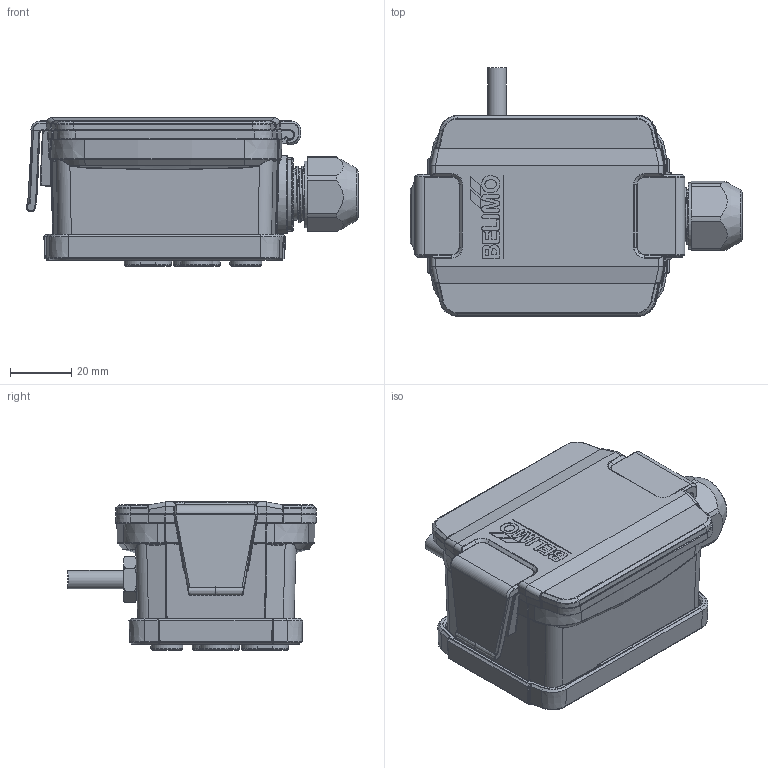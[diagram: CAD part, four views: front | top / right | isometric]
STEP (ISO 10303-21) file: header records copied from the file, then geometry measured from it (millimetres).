
FILE_DESCRIPTION(/* description */ (''),/* implementation_level */ '2;1');
FILE_NAME(/* name */ '22UT_1x_stp.stp',/* time_stamp */ '2017-10-05T13:29:37+02:00',/* author */ (''),/* organization */ (''),/* preprocessor_version */ 'ST-DEVELOPER v11',/* originating_system */ 'SIEMENS UGS NX 6.0',/* authorisation */ '');
FILE_SCHEMA (('AUTOMOTIVE_DESIGN { 1 0 10303 214 1 1 1 1 }'));
Products named in the file (1): aregFC9Ecf5q
Bounding box: 108.45 x 81.18 x 48.6 mm (x, y, z)
Volume: 98335.9 mm3; surface area: 72941.7 mm2
Topology: 17 solids, 18 shells, 3276 faces, 7663 edges, 4365 vertices
Faces by surface type: bspline 1032, cylinder 864, plane 517, torus 402, cone 278, sphere 117, extrusion 66
Full cylindrical faces by diameter (mm): 5.2 x1, 6 x1, 8.5 x1, 8.917 x1, 9 x2, 10 x1, 10.5 x1, 14 x1, 15.2 x1, 16.95 x4, 17.2 x1, 21.8 x1, 22 x1, 22.5 x1
Entity records: 120527 total; most frequent: CARTESIAN_POINT 51650, ORIENTED_EDGE 14932, DIRECTION 13520, EDGE_CURVE 7466, AXIS2_PLACEMENT_3D 5667, VERTEX_POINT 4329, EDGE_LOOP 3397, ADVANCED_FACE 3268
